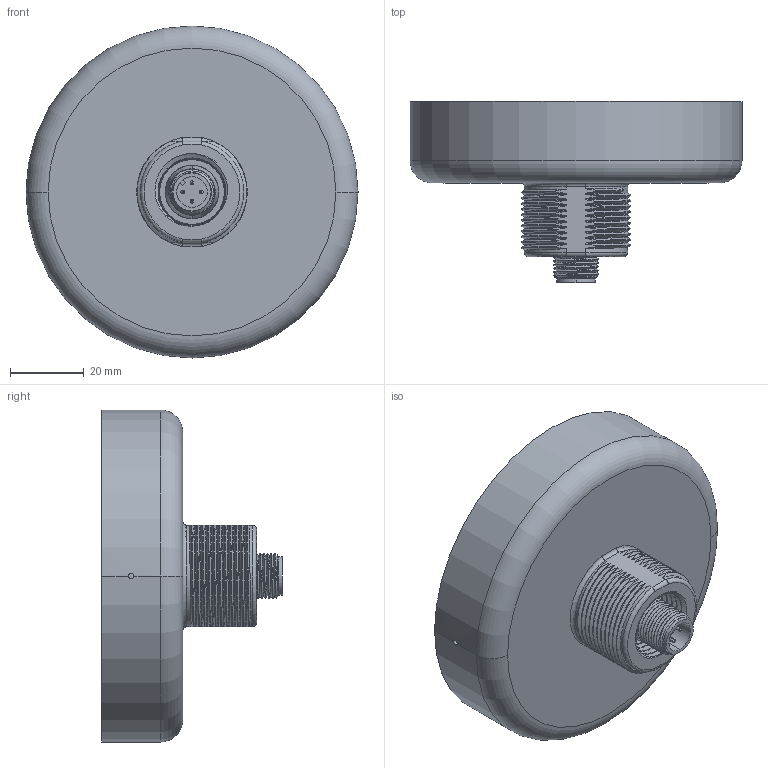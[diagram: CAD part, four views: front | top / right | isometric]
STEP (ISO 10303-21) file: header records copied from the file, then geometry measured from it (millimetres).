
FILE_DESCRIPTION((''),'2;1');
FILE_NAME('187747_ASM','2015-04-17T',('pdmadmin'),(''),'PRO/ENGINEER BY PARAMETRIC TECHNOLOGY CORPORATION, 2013230','PRO/ENGINEER BY PARAMETRIC TECHNOLOGY CORPORATION, 2013230','');
FILE_SCHEMA(('CONFIG_CONTROL_DESIGN'));
Products named in the file (5): 178148; 128008; 08427_NO_ORING; 186473; 187747_ASM
Assembly tree (4 placements, depth 2):
  187747_ASM
    178148
    128008
    08427_NO_ORING
    186473
Bounding box: 90 x 49 x 90 mm (x, y, z)
Volume: 66664.3 mm3; surface area: 44067.9 mm2
Topology: 4 solids, 4 shells, 391 faces, 946 edges, 601 vertices
Faces by surface type: cylinder 137, bspline 101, plane 67, cone 45, torus 41
Entity records: 42713 total; most frequent: CARTESIAN_POINT 34035, ORIENTED_EDGE 1892, DIRECTION 1596, EDGE_CURVE 946, AXIS2_PLACEMENT_3D 648, VERTEX_POINT 601, EDGE_LOOP 435, FACE_OUTER_BOUND 391
